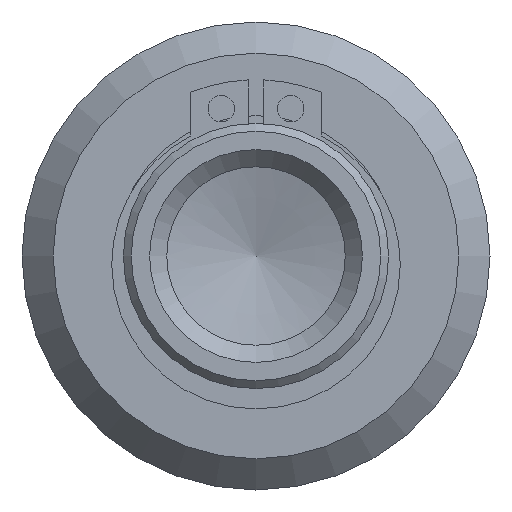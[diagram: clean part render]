
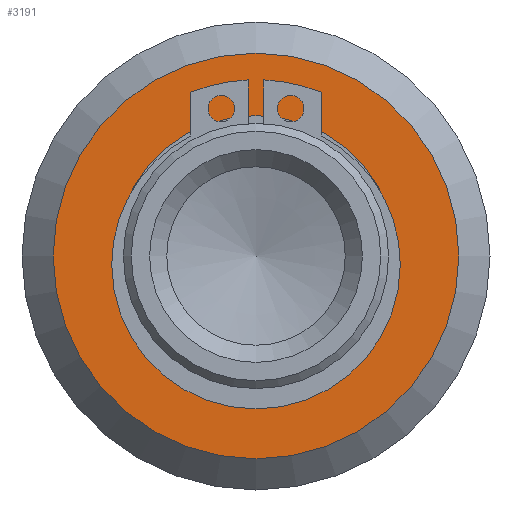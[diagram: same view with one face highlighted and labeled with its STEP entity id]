
A CAD part, left-side view. The second image highlights one B-rep face of the part: STEP entity #3191.
In plain terms, the highlighted face is planar.
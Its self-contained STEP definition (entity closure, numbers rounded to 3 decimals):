
#1461=PLANE('',#3010);
#1527=ORIENTED_EDGE('',*,*,#1958,.T.);
#1528=ORIENTED_EDGE('',*,*,#1959,.F.);
#1782=CIRCLE('',#3009,13.);
#1783=CIRCLE('',#3011,9.);
#1859=VERTEX_POINT('',#2707);
#1860=VERTEX_POINT('',#2710);
#1958=EDGE_CURVE('',#1859,#1859,#1782,.T.);
#1959=EDGE_CURVE('',#1860,#1860,#1783,.T.);
#2096=EDGE_LOOP('',(#1527));
#2097=EDGE_LOOP('',(#1528));
#2208=FACE_BOUND('',#2096,.T.);
#2209=FACE_BOUND('',#2097,.T.);
#2336=DIRECTION('',(1.,0.,0.));
#2337=DIRECTION('',(0.,13.,0.));
#2338=DIRECTION('',(1.,0.,0.));
#2339=DIRECTION('',(0.,-1.,0.));
#2340=DIRECTION('',(1.,0.,0.));
#2341=DIRECTION('',(0.,9.,0.));
#2707=CARTESIAN_POINT('',(62.009,39.907,0.));
#2708=CARTESIAN_POINT('',(62.009,26.907,0.));
#2709=CARTESIAN_POINT('',(62.009,35.907,0.));
#2710=CARTESIAN_POINT('',(62.009,35.907,0.));
#2711=CARTESIAN_POINT('',(62.009,26.907,0.));
#3009=AXIS2_PLACEMENT_3D('',#2708,#2336,#2337);
#3010=AXIS2_PLACEMENT_3D('',#2709,#2338,#2339);
#3011=AXIS2_PLACEMENT_3D('',#2711,#2340,#2341);
#3191=ADVANCED_FACE('',(#2208,#2209),#1461,.T.);
